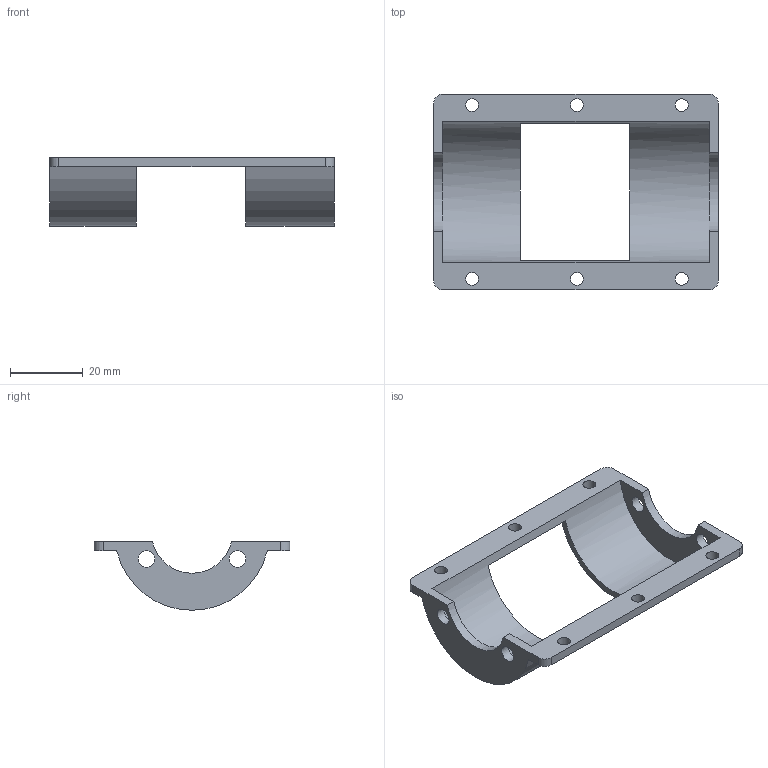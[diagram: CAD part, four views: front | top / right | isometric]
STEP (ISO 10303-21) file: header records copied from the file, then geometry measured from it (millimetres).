
FILE_DESCRIPTION( ( '' ), ' ' );
FILE_NAME( '584eec354770cf104835f58b.step', '2016-12-12T18:28:05', ( '' ), ( '' ), ' ', ' ', ' ' );
FILE_SCHEMA( ( 'AUTOMOTIVE_DESIGN { 1 0 10303 214 1 1 1 1 }' ) );
Length unit declared in the file: metre
Products named in the file (1): Part 1
Bounding box: 78 x 53.68 x 18.77 mm (x, y, z)
Volume: 9032.4 mm3; surface area: 10106.2 mm2
Topology: 1 solids, 1 shells, 31 faces, 98 edges, 68 vertices
Faces by surface type: cylinder 19, plane 12
Full cylindrical faces by diameter (mm): 3.5 x6, 4.5 x4
Entity records: 1302 total; most frequent: DIRECTION 184, CARTESIAN_POINT 172, ORIENTED_EDGE 160, EDGE_CURVE 80, AXIS2_PLACEMENT_3D 72, EDGE_LOOP 62, VERTEX_POINT 60, FACE_OUTER_BOUND 41
